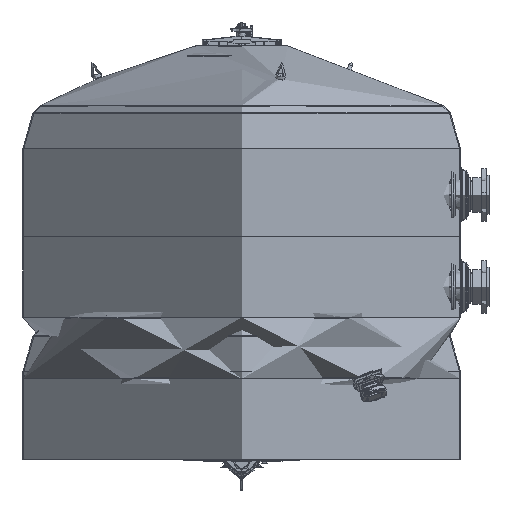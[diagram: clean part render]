
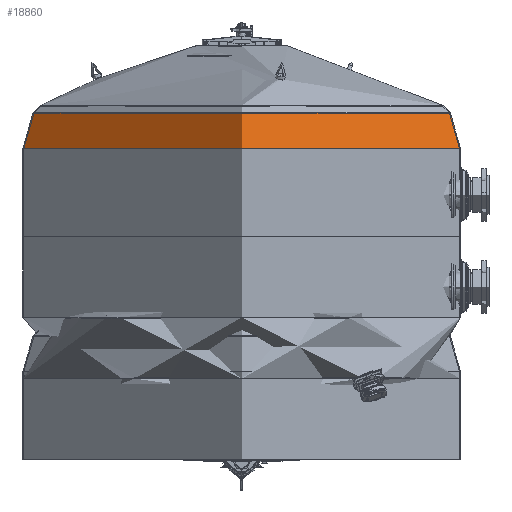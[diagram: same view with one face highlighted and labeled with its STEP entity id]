
A CAD part, front view. The second image highlights one B-rep face of the part: STEP entity #18860.
In plain terms, the highlighted toroidal (fillet/blend) face has major radius 821.679 mm and minor radius 368.321 mm.
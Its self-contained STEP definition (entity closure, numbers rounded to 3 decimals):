
#18860 = ADVANCED_FACE( '', ( #27787, #27788 ), #27789, .T. );
#27787 = FACE_OUTER_BOUND( '', #31206, .T. );
#27788 = FACE_OUTER_BOUND( '', #31207, .T. );
#27789 = TOROIDAL_SURFACE( '', #31208, 821.679, 368.321 );
#31206 = EDGE_LOOP( '', ( #36053 ) );
#31207 = EDGE_LOOP( '', ( #36054 ) );
#31208 = AXIS2_PLACEMENT_3D( '', #36055, #36056, #36057 );
#36053 = ORIENTED_EDGE( '', *, *, #70950, .T. );
#36054 = ORIENTED_EDGE( '', *, *, #70948, .F. );
#36055 = CARTESIAN_POINT( '', ( 0., 0., 480. ) );
#36056 = DIRECTION( '', ( 0., 0., -1. ) );
#36057 = DIRECTION( '', ( -1., 0., 0. ) );
#70948 = EDGE_CURVE( '', #74662, #74662, #74663, .T. );
#70950 = EDGE_CURVE( '', #74666, #74666, #74667, .T. );
#74662 = VERTEX_POINT( '', #76647 );
#74663 = CIRCLE( '', #76648, 1190. );
#74666 = VERTEX_POINT( '', #76651 );
#74667 = CIRCLE( '', #76652, 1134.538 );
#76647 = CARTESIAN_POINT( '', ( -1190., 0., 480. ) );
#76648 = AXIS2_PLACEMENT_3D( '', #76695, #76696, #76697 );
#76651 = CARTESIAN_POINT( '', ( -1134.538, 0., 674.37 ) );
#76652 = AXIS2_PLACEMENT_3D( '', #76701, #76702, #76703 );
#76695 = CARTESIAN_POINT( '', ( 0., 0., 480. ) );
#76696 = DIRECTION( '', ( 0., 0., -1. ) );
#76697 = DIRECTION( '', ( -1., 0., 0. ) );
#76701 = CARTESIAN_POINT( '', ( 0., 0., 674.37 ) );
#76702 = DIRECTION( '', ( 0., 0., -1. ) );
#76703 = DIRECTION( '', ( -1., 0., 0. ) );
